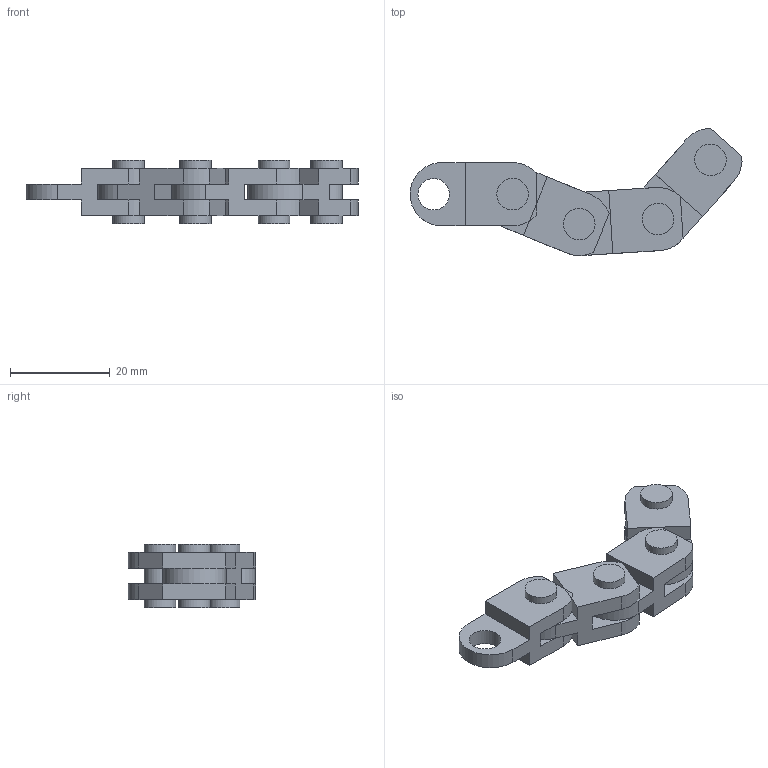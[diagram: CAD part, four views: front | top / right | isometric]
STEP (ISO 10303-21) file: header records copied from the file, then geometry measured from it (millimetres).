
FILE_DESCRIPTION(/* description */ ('STEP AP242','CAx-IF Rec.Pracs.---Representation and Presentation of Product Manufacturing Information (PMI)---4.0---2014-10-13','CAx-IF Rec.Pracs.---3D Tessellated Geometry---0.4---2014-09-14','2;1'),/* implementation_level */ '2;1');
FILE_NAME(/* name */ '668aae602cd36c358f7d7ab6',/* time_stamp */ '2024-07-07T15:04:00Z',/* author */ (''),/* organization */ (''),/* preprocessor_version */ 'ST-DEVELOPER v20',/* originating_system */ ' ',/* authorisation */ ' ');
FILE_SCHEMA (('AP242_MANAGED_MODEL_BASED_3D_ENGINEERING_MIM_LF { 1 0 10303 442 1 1 4 }'));
Length unit declared in the file: metre
Products named in the file (3): Cadvent 10; Pin; Link
Assembly tree (11 placements, depth 2):
  Cadvent 10
    Pin  x7
    Link  x4
Bounding box: 66.73 x 25.59 x 12.7 mm (x, y, z)
Volume: 8142.7 mm3; surface area: 7597.1 mm2
Topology: 11 solids, 11 shells, 105 faces, 261 edges, 178 vertices
Faces by surface type: plane 66, cylinder 39
Full cylindrical faces by diameter (mm): 6.35 x19
Entity records: 854 total; most frequent: DIRECTION 146, CARTESIAN_POINT 132, ORIENTED_EDGE 112, EDGE_CURVE 56, AXIS2_PLACEMENT_3D 54, VERTEX_POINT 40, LINE 38, VECTOR 38
